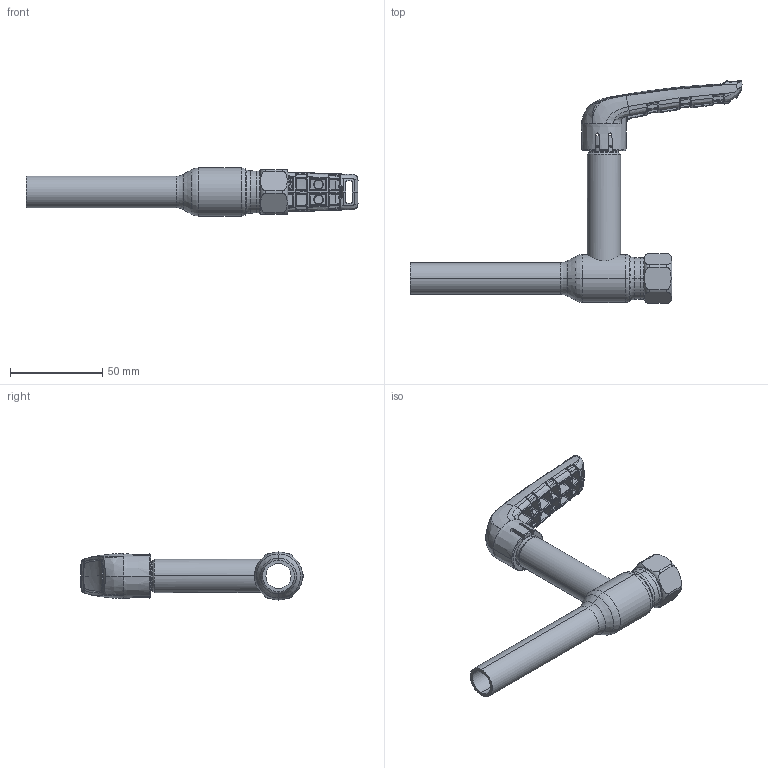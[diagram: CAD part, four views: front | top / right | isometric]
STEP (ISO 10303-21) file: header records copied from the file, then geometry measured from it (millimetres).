
FILE_DESCRIPTION (( 'STEP AP214' ), '1' );
FILE_NAME ('1010003601-2101.step', '2023-09-14T10:09:36', ( '' ), ( '' ), 'SwSTEP 2.0', 'SolidWorks 2021', '' );
FILE_SCHEMA (( 'AUTOMOTIVE_DESIGN' ));
Length unit declared in the file: millimetre
Products named in the file (1): 1010003601-2101
Bounding box: 179.78 x 120.68 x 26 mm (x, y, z)
Surface area: 24388.2 mm2 (no closed solid volume)
Topology: 0 solids, 6 shells, 731 faces, 2277 edges, 1431 vertices
Faces by surface type: bspline 596, plane 57, cylinder 36, torus 23, cone 19
Entity records: 63641 total; most frequent: CARTESIAN_POINT 41155, ORIENTED_EDGE 3751, EDGE_CURVE 2253, B_SPLINE_CURVE_WITH_KNOTS 1599, VERTEX_POINT 1431, DIRECTION 1411, EDGE_LOOP 753, UNCERTAINTY_MEASURE_WITH_UNIT 733
